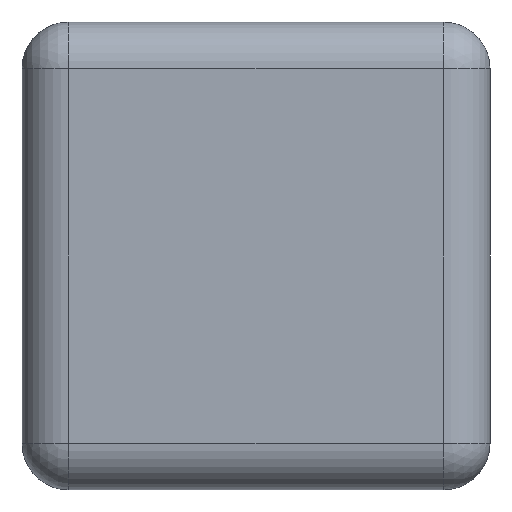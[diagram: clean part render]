
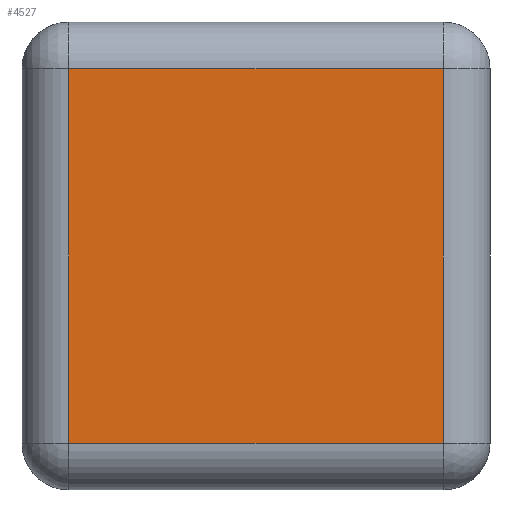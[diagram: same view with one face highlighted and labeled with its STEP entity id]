
A CAD part, left-side view. The second image highlights one B-rep face of the part: STEP entity #4527.
In plain terms, the highlighted planar face has unit normal (-1, 0, 0).
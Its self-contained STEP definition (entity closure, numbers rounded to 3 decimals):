
#191 = CARTESIAN_POINT ( 'NONE',  ( -0.5, 0.2, 0.2 ) ) ;
#210 = CARTESIAN_POINT ( 'NONE',  ( -0.5, -0.2, -0.2 ) ) ;
#251 = CARTESIAN_POINT ( 'NONE',  ( -0.5, -0.2, 0.2 ) ) ;
#1065 = EDGE_LOOP ( 'NONE', ( #4652, #4638, #4639, #4697 ) ) ;
#1255 = PLANE ( 'NONE',  #4956 ) ;
#1256 = CARTESIAN_POINT ( 'NONE',  ( -0.5, 0.25, 0.25 ) ) ;
#1257 = DIRECTION ( 'NONE',  ( 1., 0., 0. ) ) ;
#1258 = DIRECTION ( 'NONE',  ( 0., 0., -1. ) ) ;
#2040 = VECTOR ( 'NONE', #5157, 1000. ) ;
#2115 = VECTOR ( 'NONE', #5060, 1000. ) ;
#2316 = CARTESIAN_POINT ( 'NONE',  ( -0.5, 0.2, -0.2 ) ) ;
#3176 = VERTEX_POINT ( 'NONE', #2316 ) ;
#4107 = LINE ( 'NONE', #4108, #4988 ) ;
#4108 = CARTESIAN_POINT ( 'NONE',  ( -0.5, -0.2, 0.25 ) ) ;
#4109 = DIRECTION ( 'NONE',  ( 0., 0., 1. ) ) ;
#4393 = EDGE_CURVE ( 'NONE', #3176, #5919, #5050, .T. ) ;
#4444 = EDGE_CURVE ( 'NONE', #5900, #3176, #5155, .T. ) ;
#4477 = EDGE_CURVE ( 'NONE', #5960, #5900, #5366, .T. ) ;
#4486 = EDGE_CURVE ( 'NONE', #5919, #5960, #4107, .T. ) ;
#4527 = ADVANCED_FACE ( 'NONE', ( #4933 ), #1255, .F. ) ;
#4638 = ORIENTED_EDGE ( 'NONE', *, *, #4393, .T. ) ;
#4639 = ORIENTED_EDGE ( 'NONE', *, *, #4486, .T. ) ;
#4652 = ORIENTED_EDGE ( 'NONE', *, *, #4444, .T. ) ;
#4697 = ORIENTED_EDGE ( 'NONE', *, *, #4477, .T. ) ;
#4933 = FACE_OUTER_BOUND ( 'NONE', #1065, .T. ) ;
#4956 = AXIS2_PLACEMENT_3D ( 'NONE', #1256, #1257, #1258 ) ;
#4988 = VECTOR ( 'NONE', #4109, 1000. ) ;
#5026 = VECTOR ( 'NONE', #5368, 1000. ) ;
#5050 = LINE ( 'NONE', #5058, #2115 ) ;
#5058 = CARTESIAN_POINT ( 'NONE',  ( -0.5, 0.25, -0.2 ) ) ;
#5060 = DIRECTION ( 'NONE',  ( 0., -1., 0. ) ) ;
#5155 = LINE ( 'NONE', #5156, #2040 ) ;
#5156 = CARTESIAN_POINT ( 'NONE',  ( -0.5, 0.2, 0.25 ) ) ;
#5157 = DIRECTION ( 'NONE',  ( 0., 0., -1. ) ) ;
#5366 = LINE ( 'NONE', #5367, #5026 ) ;
#5367 = CARTESIAN_POINT ( 'NONE',  ( -0.5, 0.25, 0.2 ) ) ;
#5368 = DIRECTION ( 'NONE',  ( 0., 1., 0. ) ) ;
#5900 = VERTEX_POINT ( 'NONE', #191 ) ;
#5919 = VERTEX_POINT ( 'NONE', #210 ) ;
#5960 = VERTEX_POINT ( 'NONE', #251 ) ;
